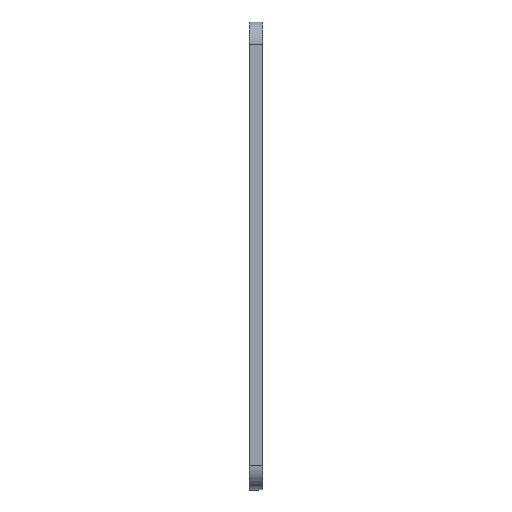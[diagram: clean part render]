
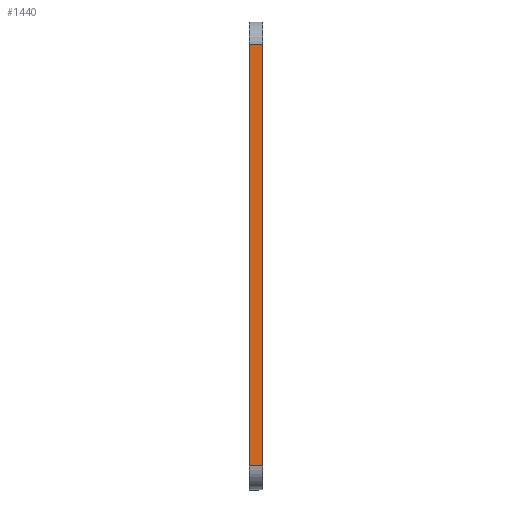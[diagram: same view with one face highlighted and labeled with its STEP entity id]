
A CAD part, top view. The second image highlights one B-rep face of the part: STEP entity #1440.
In plain terms, the highlighted planar face has unit normal (0, 0, 1).
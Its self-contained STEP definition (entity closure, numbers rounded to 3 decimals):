
#61=PLANE('',#1554);
#120=FACE_OUTER_BOUND('',#200,.T.);
#200=EDGE_LOOP('',(#1140,#1141,#1142,#1143));
#347=LINE('',#2242,#506);
#349=LINE('',#2248,#508);
#350=LINE('',#2250,#509);
#351=LINE('',#2251,#510);
#506=VECTOR('',#1814,10.);
#508=VECTOR('',#1820,10.);
#509=VECTOR('',#1821,10.);
#510=VECTOR('',#1822,10.);
#716=VERTEX_POINT('',#2239);
#717=VERTEX_POINT('',#2241);
#719=VERTEX_POINT('',#2247);
#720=VERTEX_POINT('',#2249);
#880=EDGE_CURVE('',#716,#717,#347,.T.);
#883=EDGE_CURVE('',#719,#716,#349,.T.);
#884=EDGE_CURVE('',#720,#719,#350,.T.);
#885=EDGE_CURVE('',#720,#717,#351,.T.);
#1140=ORIENTED_EDGE('',*,*,#880,.F.);
#1141=ORIENTED_EDGE('',*,*,#883,.F.);
#1142=ORIENTED_EDGE('',*,*,#884,.F.);
#1143=ORIENTED_EDGE('',*,*,#885,.T.);
#1440=ADVANCED_FACE('',(#120),#61,.T.);
#1554=AXIS2_PLACEMENT_3D('',#2246,#1818,#1819);
#1814=DIRECTION('',(-1.,0.,0.));
#1818=DIRECTION('center_axis',(0.,0.,1.));
#1819=DIRECTION('ref_axis',(0.,-1.,0.));
#1820=DIRECTION('',(0.,-1.,0.));
#1821=DIRECTION('',(1.,0.,0.));
#1822=DIRECTION('',(0.,-1.,0.));
#2239=CARTESIAN_POINT('',(3.,-46.,75.));
#2241=CARTESIAN_POINT('',(0.,-46.,75.));
#2242=CARTESIAN_POINT('',(0.,-46.,75.));
#2246=CARTESIAN_POINT('Origin',(0.,51.,75.));
#2247=CARTESIAN_POINT('',(3.,46.,75.));
#2248=CARTESIAN_POINT('',(3.,51.,75.));
#2249=CARTESIAN_POINT('',(0.,46.,75.));
#2250=CARTESIAN_POINT('',(0.,46.,75.));
#2251=CARTESIAN_POINT('',(0.,51.,75.));
